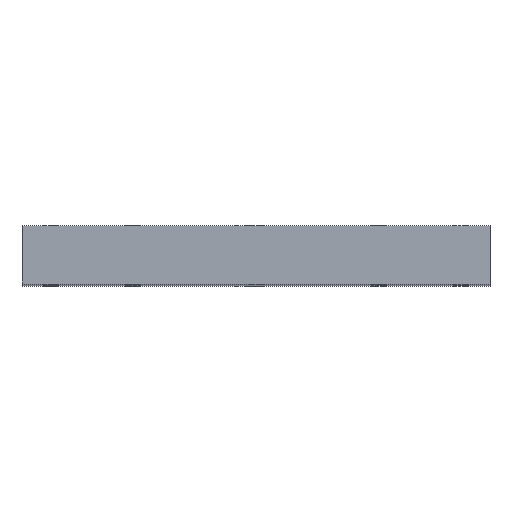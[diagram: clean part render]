
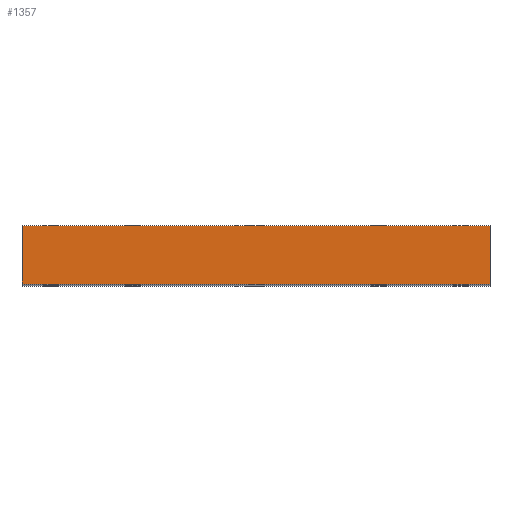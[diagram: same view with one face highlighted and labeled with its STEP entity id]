
A CAD part, top view. The second image highlights one B-rep face of the part: STEP entity #1357.
In plain terms, the highlighted planar face has unit normal (0, 0, 1).
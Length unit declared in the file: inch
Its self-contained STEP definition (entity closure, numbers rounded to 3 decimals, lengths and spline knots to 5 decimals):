
#93=PLANE('',#1573);
#137=FACE_OUTER_BOUND('',#181,.T.);
#181=EDGE_LOOP('',(#1111,#1112,#1113,#1114));
#305=LINE('',#2416,#355);
#306=LINE('',#2419,#356);
#307=LINE('',#2421,#357);
#308=LINE('',#2422,#358);
#355=VECTOR('',#2007,0.3937);
#356=VECTOR('',#2010,0.3937);
#357=VECTOR('',#2011,0.3937);
#358=VECTOR('',#2012,0.3937);
#669=VERTEX_POINT('',#2412);
#670=VERTEX_POINT('',#2414);
#671=VERTEX_POINT('',#2418);
#672=VERTEX_POINT('',#2420);
#869=EDGE_CURVE('',#669,#670,#305,.T.);
#870=EDGE_CURVE('',#671,#669,#306,.T.);
#871=EDGE_CURVE('',#672,#670,#307,.T.);
#872=EDGE_CURVE('',#671,#672,#308,.T.);
#1111=ORIENTED_EDGE('',*,*,#870,.T.);
#1112=ORIENTED_EDGE('',*,*,#869,.T.);
#1113=ORIENTED_EDGE('',*,*,#871,.F.);
#1114=ORIENTED_EDGE('',*,*,#872,.F.);
#1357=ADVANCED_FACE('',(#137),#93,.T.);
#1573=AXIS2_PLACEMENT_3D('',#2417,#2008,#2009);
#2007=DIRECTION('',(0.,1.,0.));
#2008=DIRECTION('center_axis',(0.,0.,1.));
#2009=DIRECTION('ref_axis',(1.,0.,0.));
#2010=DIRECTION('',(1.,0.,0.));
#2011=DIRECTION('',(1.,0.,0.));
#2012=DIRECTION('',(0.,1.,0.));
#2412=CARTESIAN_POINT('',(0.,0.,12.));
#2414=CARTESIAN_POINT('',(0.,0.5,12.));
#2416=CARTESIAN_POINT('',(0.,0.,12.));
#2417=CARTESIAN_POINT('Origin',(-4.,0.,12.));
#2418=CARTESIAN_POINT('',(-4.,0.,12.));
#2419=CARTESIAN_POINT('',(-4.,0.,12.));
#2420=CARTESIAN_POINT('',(-4.,0.5,12.));
#2421=CARTESIAN_POINT('',(-4.,0.5,12.));
#2422=CARTESIAN_POINT('',(-4.,0.,12.));
